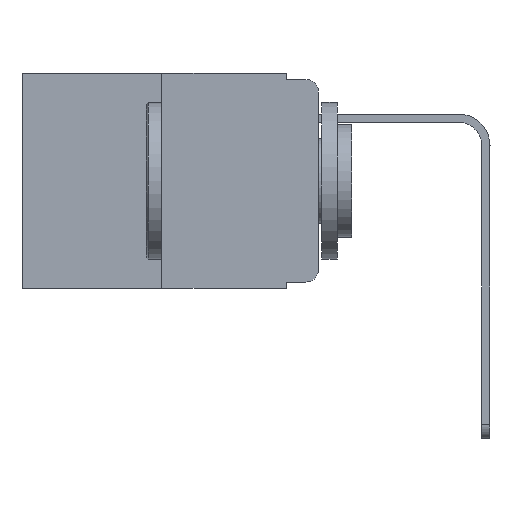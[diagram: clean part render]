
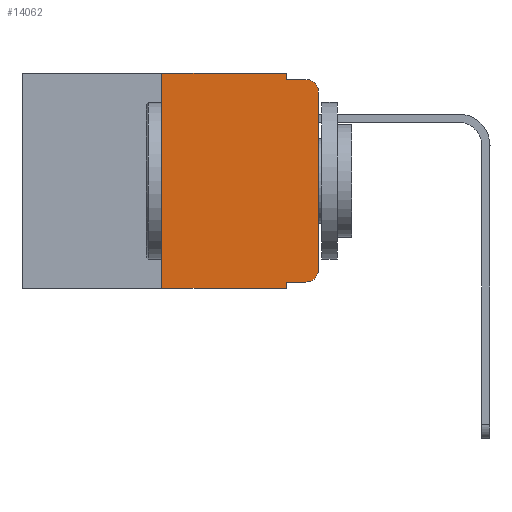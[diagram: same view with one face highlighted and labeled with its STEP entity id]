
A CAD part, left-side view. The second image highlights one B-rep face of the part: STEP entity #14062.
In plain terms, the highlighted planar face has unit normal (-1, 0, 0).
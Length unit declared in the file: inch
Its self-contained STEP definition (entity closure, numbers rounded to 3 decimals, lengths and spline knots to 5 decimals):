
#197 = CARTESIAN_POINT ( 'NONE',  ( 0., 0.051, -0.01 ) ) ;
#553 = VERTEX_POINT ( 'NONE', #12465 ) ;
#656 = EDGE_CURVE ( 'NONE', #687, #553, #6526, .T. ) ;
#687 = VERTEX_POINT ( 'NONE', #12086 ) ;
#851 = EDGE_CURVE ( 'NONE', #15966, #1768, #13337, .T. ) ;
#934 = LINE ( 'NONE', #4398, #5542 ) ;
#1067 = LINE ( 'NONE', #14553, #3494 ) ;
#1106 = CARTESIAN_POINT ( 'NONE',  ( 0., 0.25, -0.343 ) ) ;
#1115 = CARTESIAN_POINT ( 'NONE',  ( 0., 0., 0. ) ) ;
#1270 = ORIENTED_EDGE ( 'NONE', *, *, #1633, .F. ) ;
#1633 = EDGE_CURVE ( 'NONE', #4574, #15726, #1067, .T. ) ;
#1745 = EDGE_CURVE ( 'NONE', #14084, #7082, #10894, .T. ) ;
#1768 = VERTEX_POINT ( 'NONE', #14840 ) ;
#1774 = DIRECTION ( 'NONE',  ( 0., -1., 0. ) ) ;
#1794 = CARTESIAN_POINT ( 'NONE',  ( 0., 0., -0.03 ) ) ;
#2093 = CARTESIAN_POINT ( 'NONE',  ( 0., 0.02, -0.333 ) ) ;
#2153 = DIRECTION ( 'NONE',  ( 1., 0., 0. ) ) ;
#2348 = CARTESIAN_POINT ( 'NONE',  ( 0., 0.02, -0.03 ) ) ;
#2826 = VECTOR ( 'NONE', #10309, 39.37008 ) ;
#2872 = VECTOR ( 'NONE', #3847, 39.37008 ) ;
#3002 = ORIENTED_EDGE ( 'NONE', *, *, #851, .T. ) ;
#3341 = ORIENTED_EDGE ( 'NONE', *, *, #6093, .T. ) ;
#3347 = DIRECTION ( 'NONE',  ( 0., 0., -1. ) ) ;
#3494 = VECTOR ( 'NONE', #9358, 39.37008 ) ;
#3816 = EDGE_CURVE ( 'NONE', #14491, #7379, #9064, .T. ) ;
#3847 = DIRECTION ( 'NONE',  ( 0., -1., 0. ) ) ;
#3956 = EDGE_CURVE ( 'NONE', #553, #7379, #8048, .T. ) ;
#4007 = EDGE_CURVE ( 'NONE', #14084, #15726, #7639, .T. ) ;
#4062 = CARTESIAN_POINT ( 'NONE',  ( 0., 0.473, -0.343 ) ) ;
#4233 = AXIS2_PLACEMENT_3D ( 'NONE', #2348, #8899, #12740 ) ;
#4263 = ORIENTED_EDGE ( 'NONE', *, *, #3956, .F. ) ;
#4264 = CARTESIAN_POINT ( 'NONE',  ( 0., 0.051, -0.343 ) ) ;
#4365 = ORIENTED_EDGE ( 'NONE', *, *, #4926, .F. ) ;
#4398 = CARTESIAN_POINT ( 'NONE',  ( 0., 0.051, -0.333 ) ) ;
#4405 = ORIENTED_EDGE ( 'NONE', *, *, #656, .F. ) ;
#4430 = CARTESIAN_POINT ( 'NONE',  ( 0., 0.051, 0. ) ) ;
#4476 = DIRECTION ( 'NONE',  ( 0., 0., 1. ) ) ;
#4574 = VERTEX_POINT ( 'NONE', #9521 ) ;
#4724 = DIRECTION ( 'NONE',  ( 0., 0., -1. ) ) ;
#4926 = EDGE_CURVE ( 'NONE', #7082, #687, #6674, .T. ) ;
#5188 = CARTESIAN_POINT ( 'NONE',  ( 0., 0.473, 0. ) ) ;
#5542 = VECTOR ( 'NONE', #1774, 39.37008 ) ;
#5804 = ORIENTED_EDGE ( 'NONE', *, *, #1745, .F. ) ;
#6093 = EDGE_CURVE ( 'NONE', #1768, #14491, #7228, .T. ) ;
#6276 = EDGE_LOOP ( 'NONE', ( #3341, #11927, #4263, #4405, #4365, #5804, #10849, #1270, #6573, #3002 ) ) ;
#6526 = LINE ( 'NONE', #4430, #10335 ) ;
#6531 = DIRECTION ( 'NONE',  ( 0., -1., 0. ) ) ;
#6573 = ORIENTED_EDGE ( 'NONE', *, *, #8728, .T. ) ;
#6674 = LINE ( 'NONE', #5188, #2872 ) ;
#7082 = VERTEX_POINT ( 'NONE', #10890 ) ;
#7120 = CARTESIAN_POINT ( 'NONE',  ( 0., 0.25, 0. ) ) ;
#7228 = LINE ( 'NONE', #1115, #2826 ) ;
#7346 = CARTESIAN_POINT ( 'NONE',  ( 0., 0.473, 0. ) ) ;
#7379 = VERTEX_POINT ( 'NONE', #9039 ) ;
#7639 = LINE ( 'NONE', #4062, #11632 ) ;
#8048 = LINE ( 'NONE', #197, #10236 ) ;
#8289 = DIRECTION ( 'NONE',  ( 0., 0., -1. ) ) ;
#8507 = DIRECTION ( 'NONE',  ( -1., 0., 0. ) ) ;
#8575 = AXIS2_PLACEMENT_3D ( 'NONE', #7346, #2153, #4724 ) ;
#8728 = EDGE_CURVE ( 'NONE', #4574, #15966, #934, .T. ) ;
#8899 = DIRECTION ( 'NONE',  ( -1., 0., 0. ) ) ;
#9039 = CARTESIAN_POINT ( 'NONE',  ( 0., 0.02, -0.01 ) ) ;
#9064 = CIRCLE ( 'NONE', #4233, 0.02 ) ;
#9358 = DIRECTION ( 'NONE',  ( 0., 0., -1. ) ) ;
#9521 = CARTESIAN_POINT ( 'NONE',  ( 0., 0.051, -0.333 ) ) ;
#10236 = VECTOR ( 'NONE', #10340, 39.37008 ) ;
#10309 = DIRECTION ( 'NONE',  ( 0., 0., 1. ) ) ;
#10335 = VECTOR ( 'NONE', #8289, 39.37008 ) ;
#10340 = DIRECTION ( 'NONE',  ( 0., -1., 0. ) ) ;
#10787 = CARTESIAN_POINT ( 'NONE',  ( 0., 0.02, -0.313 ) ) ;
#10849 = ORIENTED_EDGE ( 'NONE', *, *, #4007, .T. ) ;
#10890 = CARTESIAN_POINT ( 'NONE',  ( 0., 0.25, 0. ) ) ;
#10894 = LINE ( 'NONE', #7120, #14717 ) ;
#11632 = VECTOR ( 'NONE', #6531, 39.37008 ) ;
#11927 = ORIENTED_EDGE ( 'NONE', *, *, #3816, .T. ) ;
#12086 = CARTESIAN_POINT ( 'NONE',  ( 0., 0.051, 0. ) ) ;
#12465 = CARTESIAN_POINT ( 'NONE',  ( 0., 0.051, -0.01 ) ) ;
#12740 = DIRECTION ( 'NONE',  ( 0., 0., -1. ) ) ;
#13337 = CIRCLE ( 'NONE', #14469, 0.02 ) ;
#13672 = PLANE ( 'NONE',  #8575 ) ;
#14062 = ADVANCED_FACE ( 'NONE', ( #15290 ), #13672, .F. ) ;
#14084 = VERTEX_POINT ( 'NONE', #1106 ) ;
#14469 = AXIS2_PLACEMENT_3D ( 'NONE', #10787, #8507, #3347 ) ;
#14491 = VERTEX_POINT ( 'NONE', #1794 ) ;
#14553 = CARTESIAN_POINT ( 'NONE',  ( 0., 0.051, 0. ) ) ;
#14717 = VECTOR ( 'NONE', #4476, 39.37008 ) ;
#14840 = CARTESIAN_POINT ( 'NONE',  ( 0., 0., -0.313 ) ) ;
#15290 = FACE_OUTER_BOUND ( 'NONE', #6276, .T. ) ;
#15726 = VERTEX_POINT ( 'NONE', #4264 ) ;
#15966 = VERTEX_POINT ( 'NONE', #2093 ) ;
